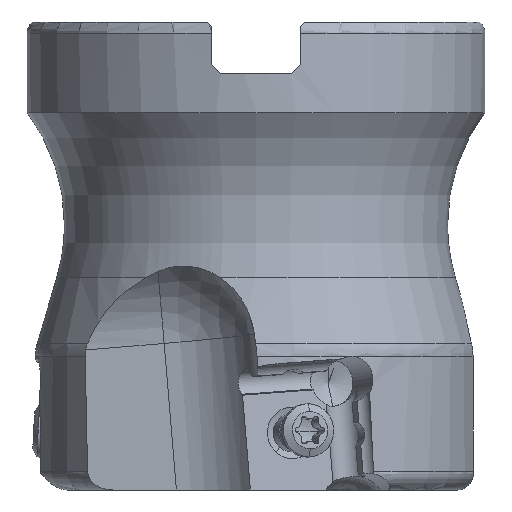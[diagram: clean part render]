
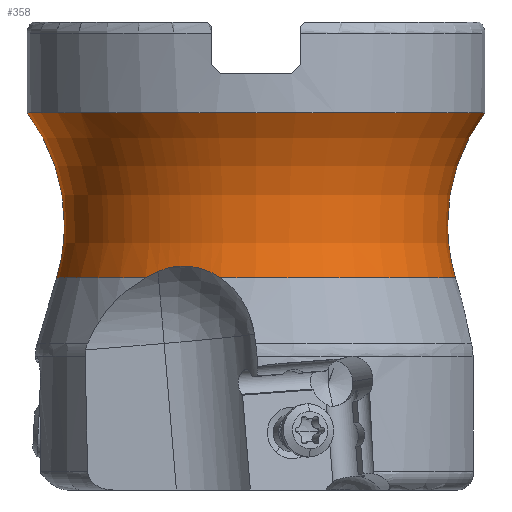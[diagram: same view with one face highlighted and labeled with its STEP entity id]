
A CAD part, front view. The second image highlights one B-rep face of the part: STEP entity #358.
In plain terms, the highlighted toroidal (fillet/blend) face has major radius 40.51 mm and minor radius 20 mm.
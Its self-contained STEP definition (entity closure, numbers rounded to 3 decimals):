
#221=TOROIDAL_SURFACE('',#5483,40.51,20.);
#358=ADVANCED_FACE('',(#743),#221,.F.);
#743=FACE_OUTER_BOUND('',#1023,.T.);
#1023=EDGE_LOOP('',(#2655,#2656,#2657,#2658,#2659,#2660,#2661,#2662,#2663));
#1333=B_SPLINE_CURVE_WITH_KNOTS('',3,(#10138,#10139,#10140,#10141,#10142,
#10143),.UNSPECIFIED.,.F.,.F.,(4,1,1,4),(0.,0.333,0.667,
1.),.UNSPECIFIED.);
#1334=B_SPLINE_CURVE_WITH_KNOTS('',3,(#10146,#10147,#10148,#10149,#10150,
#10151),.UNSPECIFIED.,.F.,.F.,(4,2,4),(0.,0.5,1.),.UNSPECIFIED.);
#2655=ORIENTED_EDGE('',*,*,#4430,.F.);
#2656=ORIENTED_EDGE('',*,*,#4431,.F.);
#2657=ORIENTED_EDGE('',*,*,#4201,.F.);
#2658=ORIENTED_EDGE('',*,*,#4429,.F.);
#2659=ORIENTED_EDGE('',*,*,#4428,.F.);
#2660=ORIENTED_EDGE('',*,*,#4012,.F.);
#2661=ORIENTED_EDGE('',*,*,#4427,.F.);
#2662=ORIENTED_EDGE('',*,*,#4426,.F.);
#2663=ORIENTED_EDGE('',*,*,#4432,.F.);
#3484=VERTEX_POINT('',#7338);
#3485=VERTEX_POINT('',#7340);
#3627=VERTEX_POINT('',#8288);
#3628=VERTEX_POINT('',#8290);
#3776=VERTEX_POINT('',#10130);
#3777=VERTEX_POINT('',#10132);
#3778=VERTEX_POINT('',#10135);
#3779=VERTEX_POINT('',#10144);
#3780=VERTEX_POINT('',#10145);
#4012=EDGE_CURVE('',#3485,#3484,#4796,.T.);
#4201=EDGE_CURVE('',#3627,#3628,#4889,.T.);
#4426=EDGE_CURVE('',#3776,#3777,#4930,.T.);
#4427=EDGE_CURVE('',#3777,#3485,#4931,.T.);
#4428=EDGE_CURVE('',#3484,#3778,#4932,.T.);
#4429=EDGE_CURVE('',#3778,#3627,#4933,.T.);
#4430=EDGE_CURVE('',#3779,#3780,#1333,.T.);
#4431=EDGE_CURVE('',#3628,#3779,#1334,.T.);
#4432=EDGE_CURVE('',#3780,#3776,#4934,.T.);
#4796=CIRCLE('',#5221,24.51);
#4889=CIRCLE('',#5361,21.338);
#4930=CIRCLE('',#5477,20.);
#4931=CIRCLE('',#5478,20.);
#4932=CIRCLE('',#5479,20.);
#4933=CIRCLE('',#5480,20.);
#4934=CIRCLE('',#5482,21.338);
#5221=AXIS2_PLACEMENT_3D('',#7343,#5869,#5870);
#5361=AXIS2_PLACEMENT_3D('',#8289,#6194,#6195);
#5477=AXIS2_PLACEMENT_3D('',#10131,#6507,#6508);
#5478=AXIS2_PLACEMENT_3D('',#10133,#6509,#6510);
#5479=AXIS2_PLACEMENT_3D('',#10134,#6511,#6512);
#5480=AXIS2_PLACEMENT_3D('',#10136,#6513,#6514);
#5482=AXIS2_PLACEMENT_3D('',#10152,#6517,#6518);
#5483=AXIS2_PLACEMENT_3D('',#10153,#6519,#6520);
#5869=DIRECTION('',(0.,0.,1.));
#5870=DIRECTION('',(-1.,0.,0.));
#6194=DIRECTION('',(0.,0.,-1.));
#6195=DIRECTION('',(1.,0.,0.));
#6507=DIRECTION('',(0.,-1.,0.));
#6508=DIRECTION('',(0.959,0.,-0.285));
#6509=DIRECTION('',(0.,-1.,0.));
#6510=DIRECTION('',(1.,0.,0.));
#6511=DIRECTION('',(0.,-1.,0.));
#6512=DIRECTION('',(-0.8,0.,0.6));
#6513=DIRECTION('',(0.,-1.,0.));
#6514=DIRECTION('',(-1.,0.,0.));
#6517=DIRECTION('',(0.,0.,-1.));
#6518=DIRECTION('',(-0.554,-0.832,0.));
#6519=DIRECTION('',(0.,0.,-1.));
#6520=DIRECTION('',(-1.,0.,0.));
#7338=CARTESIAN_POINT('',(24.51,0.,-9.7));
#7340=CARTESIAN_POINT('',(-24.51,0.,-9.7));
#7343=CARTESIAN_POINT('',(0.,0.,-9.7));
#8288=CARTESIAN_POINT('',(21.338,0.,-27.396));
#8289=CARTESIAN_POINT('',(0.,0.,-27.396));
#8290=CARTESIAN_POINT('',(-3.781,-21.001,-27.396));
#10130=CARTESIAN_POINT('',(-21.338,0.,-27.396));
#10131=CARTESIAN_POINT('',(-40.51,0.,-21.7));
#10132=CARTESIAN_POINT('',(-20.51,0.,-21.7));
#10133=CARTESIAN_POINT('',(-40.51,0.,-21.7));
#10134=CARTESIAN_POINT('',(40.51,0.,-21.7));
#10135=CARTESIAN_POINT('',(20.51,0.,-21.7));
#10136=CARTESIAN_POINT('',(40.51,0.,-21.7));
#10138=CARTESIAN_POINT('',(-10.51,-18.354,-26.721));
#10139=CARTESIAN_POINT('',(-10.662,-18.289,-26.791));
#10140=CARTESIAN_POINT('',(-10.962,-18.156,-26.935));
#10141=CARTESIAN_POINT('',(-11.401,-17.957,-27.16));
#10142=CARTESIAN_POINT('',(-11.688,-17.825,-27.316));
#10143=CARTESIAN_POINT('',(-11.829,-17.759,-27.396));
#10144=CARTESIAN_POINT('',(-10.51,-18.354,-26.721));
#10145=CARTESIAN_POINT('',(-11.829,-17.759,-27.396));
#10146=CARTESIAN_POINT('',(-3.781,-21.001,-27.396));
#10147=CARTESIAN_POINT('',(-4.78,-20.614,-26.712));
#10148=CARTESIAN_POINT('',(-5.929,-20.222,-26.261));
#10149=CARTESIAN_POINT('',(-8.257,-19.328,-26.014));
#10150=CARTESIAN_POINT('',(-9.435,-18.821,-26.223));
#10151=CARTESIAN_POINT('',(-10.51,-18.354,-26.721));
#10152=CARTESIAN_POINT('',(0.,0.,-27.396));
#10153=CARTESIAN_POINT('',(0.,0.,-21.7));
